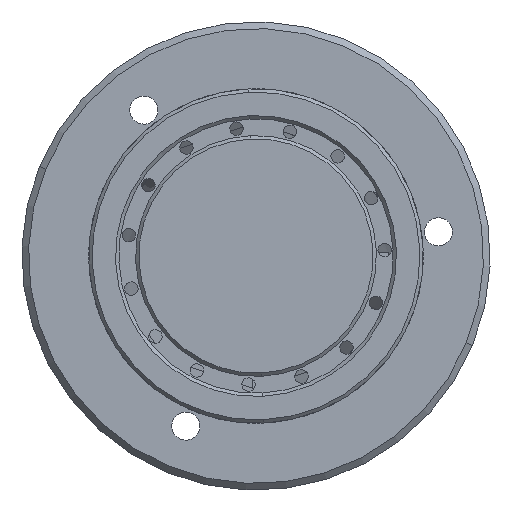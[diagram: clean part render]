
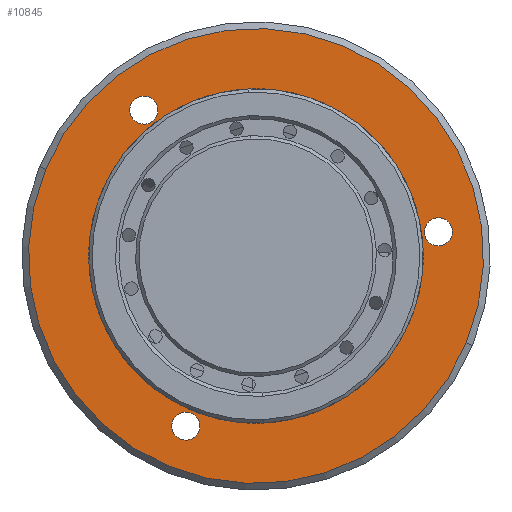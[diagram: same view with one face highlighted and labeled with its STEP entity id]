
A CAD part, left-side view. The second image highlights one B-rep face of the part: STEP entity #10845.
In plain terms, the highlighted face is planar.
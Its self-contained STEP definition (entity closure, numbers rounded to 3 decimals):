
#80 = CIRCLE ( 'NONE', #31106, 18. ) ;
#786 = DIRECTION ( 'NONE',  ( 1., 0., 0. ) ) ;
#940 = ORIENTED_EDGE ( 'NONE', *, *, #21173, .F. ) ;
#1050 = AXIS2_PLACEMENT_3D ( 'NONE', #3649, #786, #26353 ) ;
#1766 = EDGE_LOOP ( 'NONE', ( #6770, #24390 ) ) ;
#1793 = VERTEX_POINT ( 'NONE', #36497 ) ;
#2412 = CARTESIAN_POINT ( 'NONE',  ( 13.5, 0., 0. ) ) ;
#2488 = CIRCLE ( 'NONE', #34714, 2.1 ) ;
#3055 = CARTESIAN_POINT ( 'NONE',  ( 13.5, -13.75, -21.716 ) ) ;
#3649 = CARTESIAN_POINT ( 'NONE',  ( 13.5, -13.75, 23.816 ) ) ;
#3878 = CARTESIAN_POINT ( 'NONE',  ( 13.5, 0., -34. ) ) ;
#3956 = DIRECTION ( 'NONE',  ( 1., 0., 0. ) ) ;
#4406 = VERTEX_POINT ( 'NONE', #22805 ) ;
#4488 = EDGE_LOOP ( 'NONE', ( #19379, #30345 ) ) ;
#4493 = DIRECTION ( 'NONE',  ( 1., 0., 0. ) ) ;
#4936 = DIRECTION ( 'NONE',  ( 0., 0., 1. ) ) ;
#5626 = DIRECTION ( 'NONE',  ( -1., 0., 0. ) ) ;
#5856 = AXIS2_PLACEMENT_3D ( 'NONE', #16363, #19810, #4936 ) ;
#6770 = ORIENTED_EDGE ( 'NONE', *, *, #9832, .F. ) ;
#6793 = AXIS2_PLACEMENT_3D ( 'NONE', #27023, #3956, #21278 ) ;
#6987 = EDGE_LOOP ( 'NONE', ( #8653, #36620 ) ) ;
#7082 = ORIENTED_EDGE ( 'NONE', *, *, #16598, .T. ) ;
#7425 = PLANE ( 'NONE',  #29723 ) ;
#8653 = ORIENTED_EDGE ( 'NONE', *, *, #31682, .F. ) ;
#9577 = EDGE_CURVE ( 'NONE', #14196, #25537, #25401, .T. ) ;
#9832 = EDGE_CURVE ( 'NONE', #10488, #20370, #37540, .T. ) ;
#10488 = VERTEX_POINT ( 'NONE', #21299 ) ;
#10636 = CARTESIAN_POINT ( 'NONE',  ( 13.5, 27.5, 0. ) ) ;
#10845 = ADVANCED_FACE ( 'NONE', ( #36780, #15996, #13717, #30872, #13906 ), #7425, .F. ) ;
#10991 = CARTESIAN_POINT ( 'NONE',  ( 13.5, -13.75, 23.816 ) ) ;
#11186 = CIRCLE ( 'NONE', #15944, 2.1 ) ;
#12996 = ORIENTED_EDGE ( 'NONE', *, *, #26459, .T. ) ;
#13305 = DIRECTION ( 'NONE',  ( 0., 0., -1. ) ) ;
#13717 = FACE_BOUND ( 'NONE', #6987, .T. ) ;
#13821 = CIRCLE ( 'NONE', #15030, 18. ) ;
#13906 = FACE_BOUND ( 'NONE', #24569, .T. ) ;
#14196 = VERTEX_POINT ( 'NONE', #27079 ) ;
#14321 = EDGE_CURVE ( 'NONE', #20370, #10488, #36287, .T. ) ;
#14810 = AXIS2_PLACEMENT_3D ( 'NONE', #26125, #37537, #26494 ) ;
#15030 = AXIS2_PLACEMENT_3D ( 'NONE', #32404, #23831, #28985 ) ;
#15944 = AXIS2_PLACEMENT_3D ( 'NONE', #10636, #16536, #13305 ) ;
#15996 = FACE_BOUND ( 'NONE', #36875, .T. ) ;
#16363 = CARTESIAN_POINT ( 'NONE',  ( 13.5, 0., 0. ) ) ;
#16536 = DIRECTION ( 'NONE',  ( 1., 0., 0. ) ) ;
#16598 = EDGE_CURVE ( 'NONE', #4406, #35477, #13821, .T. ) ;
#16770 = CARTESIAN_POINT ( 'NONE',  ( 13.5, 34., 0. ) ) ;
#17066 = DIRECTION ( 'NONE',  ( 0., 0., 1. ) ) ;
#18790 = DIRECTION ( 'NONE',  ( 0., 0., -1. ) ) ;
#18911 = CARTESIAN_POINT ( 'NONE',  ( 13.5, 0., -18. ) ) ;
#19299 = CIRCLE ( 'NONE', #1050, 2.1 ) ;
#19379 = ORIENTED_EDGE ( 'NONE', *, *, #34323, .F. ) ;
#19537 = CARTESIAN_POINT ( 'NONE',  ( 13.5, -13.75, 21.716 ) ) ;
#19773 = DIRECTION ( 'NONE',  ( 1., 0., 0. ) ) ;
#19810 = DIRECTION ( 'NONE',  ( -1., 0., 0. ) ) ;
#20211 = CARTESIAN_POINT ( 'NONE',  ( 13.5, 0., 0. ) ) ;
#20370 = VERTEX_POINT ( 'NONE', #3878 ) ;
#21094 = CARTESIAN_POINT ( 'NONE',  ( 13.5, -13.75, 25.916 ) ) ;
#21117 = ORIENTED_EDGE ( 'NONE', *, *, #24376, .F. ) ;
#21173 = EDGE_CURVE ( 'NONE', #35848, #37039, #19299, .T. ) ;
#21278 = DIRECTION ( 'NONE',  ( 0., 0., -1. ) ) ;
#21299 = CARTESIAN_POINT ( 'NONE',  ( 13.5, 0., 34. ) ) ;
#21650 = CARTESIAN_POINT ( 'NONE',  ( 13.5, 27.5, 0. ) ) ;
#22646 = CIRCLE ( 'NONE', #6793, 2.1 ) ;
#22805 = CARTESIAN_POINT ( 'NONE',  ( 13.5, 0., 18. ) ) ;
#23831 = DIRECTION ( 'NONE',  ( -1., 0., 0. ) ) ;
#24376 = EDGE_CURVE ( 'NONE', #37039, #35848, #2488, .T. ) ;
#24390 = ORIENTED_EDGE ( 'NONE', *, *, #14321, .F. ) ;
#24569 = EDGE_LOOP ( 'NONE', ( #7082, #12996 ) ) ;
#25373 = DIRECTION ( 'NONE',  ( -1., 0., 0. ) ) ;
#25401 = CIRCLE ( 'NONE', #27206, 2.1 ) ;
#25537 = VERTEX_POINT ( 'NONE', #35152 ) ;
#26125 = CARTESIAN_POINT ( 'NONE',  ( 13.5, -13.75, -23.816 ) ) ;
#26353 = DIRECTION ( 'NONE',  ( 0., 0., -1. ) ) ;
#26459 = EDGE_CURVE ( 'NONE', #35477, #4406, #80, .T. ) ;
#26494 = DIRECTION ( 'NONE',  ( 0., 0., -1. ) ) ;
#27023 = CARTESIAN_POINT ( 'NONE',  ( 13.5, -13.75, -23.816 ) ) ;
#27079 = CARTESIAN_POINT ( 'NONE',  ( 13.5, 27.5, 2.1 ) ) ;
#27206 = AXIS2_PLACEMENT_3D ( 'NONE', #21650, #4493, #18790 ) ;
#28082 = EDGE_CURVE ( 'NONE', #31280, #1793, #22646, .T. ) ;
#28235 = DIRECTION ( 'NONE',  ( -1., 0., 0. ) ) ;
#28985 = DIRECTION ( 'NONE',  ( 0., 0., 1. ) ) ;
#29604 = AXIS2_PLACEMENT_3D ( 'NONE', #2412, #5626, #17066 ) ;
#29723 = AXIS2_PLACEMENT_3D ( 'NONE', #16770, #25373, #33928 ) ;
#30345 = ORIENTED_EDGE ( 'NONE', *, *, #28082, .F. ) ;
#30872 = FACE_OUTER_BOUND ( 'NONE', #1766, .T. ) ;
#31106 = AXIS2_PLACEMENT_3D ( 'NONE', #20211, #28235, #34517 ) ;
#31256 = CIRCLE ( 'NONE', #14810, 2.1 ) ;
#31280 = VERTEX_POINT ( 'NONE', #3055 ) ;
#31682 = EDGE_CURVE ( 'NONE', #25537, #14196, #11186, .T. ) ;
#32404 = CARTESIAN_POINT ( 'NONE',  ( 13.5, 0., 0. ) ) ;
#33928 = DIRECTION ( 'NONE',  ( 0., 0., 1. ) ) ;
#34323 = EDGE_CURVE ( 'NONE', #1793, #31280, #31256, .T. ) ;
#34448 = DIRECTION ( 'NONE',  ( 0., 0., -1. ) ) ;
#34517 = DIRECTION ( 'NONE',  ( 0., 0., 1. ) ) ;
#34714 = AXIS2_PLACEMENT_3D ( 'NONE', #10991, #19773, #34448 ) ;
#35152 = CARTESIAN_POINT ( 'NONE',  ( 13.5, 27.5, -2.1 ) ) ;
#35477 = VERTEX_POINT ( 'NONE', #18911 ) ;
#35848 = VERTEX_POINT ( 'NONE', #19537 ) ;
#36287 = CIRCLE ( 'NONE', #5856, 34. ) ;
#36497 = CARTESIAN_POINT ( 'NONE',  ( 13.5, -13.75, -25.916 ) ) ;
#36620 = ORIENTED_EDGE ( 'NONE', *, *, #9577, .F. ) ;
#36780 = FACE_BOUND ( 'NONE', #4488, .T. ) ;
#36875 = EDGE_LOOP ( 'NONE', ( #940, #21117 ) ) ;
#37039 = VERTEX_POINT ( 'NONE', #21094 ) ;
#37537 = DIRECTION ( 'NONE',  ( 1., 0., 0. ) ) ;
#37540 = CIRCLE ( 'NONE', #29604, 34. ) ;
